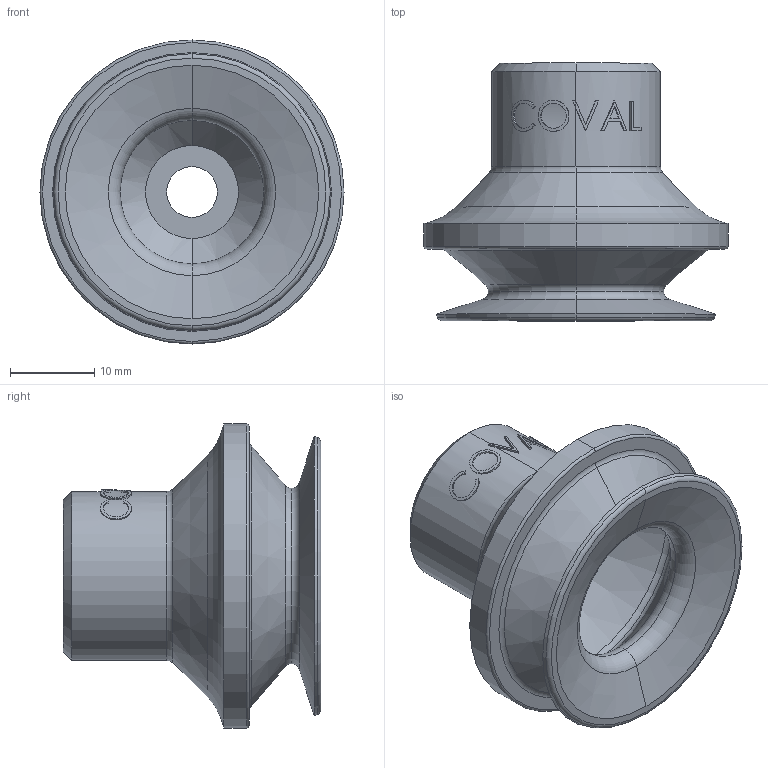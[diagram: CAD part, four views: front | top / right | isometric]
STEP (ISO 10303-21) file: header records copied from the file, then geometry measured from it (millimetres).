
FILE_DESCRIPTION(('STEP AP214'),'1');
FILE_NAME('COVAL_VSAG30SI.stp','2017-12-27T18:40:55',('TraceParts'),('TraceParts S.A.'),'Spatial InterOp 3D',' ',' ');
FILE_SCHEMA(('automotive_design'));
Length unit declared in the file: millimetre
Products named in the file (1): COVAL_VSAG30SI
Bounding box: 36 x 30.5 x 36 mm (x, y, z)
Volume: 7414.9 mm3; surface area: 6277.1 mm2
Topology: 1 solids, 1 shells, 101 faces, 235 edges, 144 vertices
Faces by surface type: bspline 29, torus 22, plane 18, cylinder 16, cone 16
Entity records: 8766 total; most frequent: CARTESIAN_POINT 5841, ORIENTED_EDGE 470, DIRECTION 380, EDGE_CURVE 235, AXIS2_PLACEMENT_3D 171, VERTEX_POINT 144, EDGE_LOOP 111, STYLED_ITEM 101
